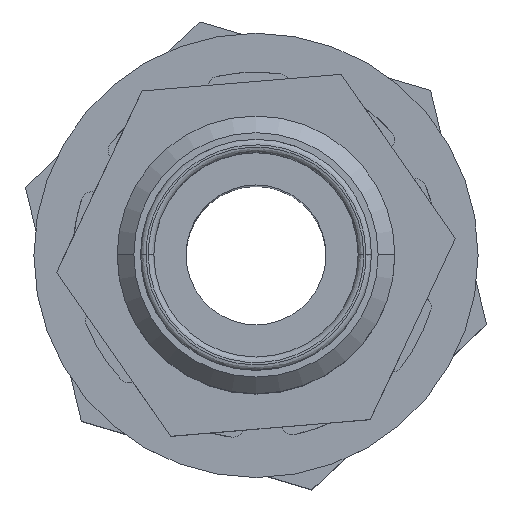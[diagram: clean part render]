
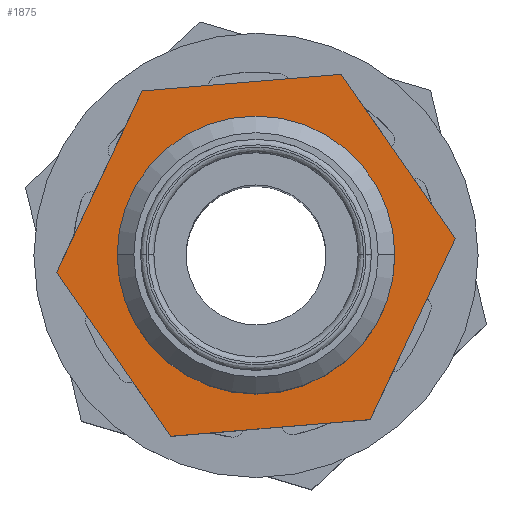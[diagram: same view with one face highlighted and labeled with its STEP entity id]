
A CAD part, top view. The second image highlights one B-rep face of the part: STEP entity #1875.
In plain terms, the highlighted planar face has unit normal (0, 0, 1).
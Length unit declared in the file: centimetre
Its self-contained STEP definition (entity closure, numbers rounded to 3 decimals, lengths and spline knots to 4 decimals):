
#247 = ORIENTED_EDGE ( 'NONE', *, *, #3981, .T. ) ;
#251 = ORIENTED_EDGE ( 'NONE', *, *, #3983, .T. ) ;
#313 = VERTEX_POINT ( 'NONE', #1995 ) ;
#314 = VERTEX_POINT ( 'NONE', #1999 ) ;
#318 = VERTEX_POINT ( 'NONE', #2030 ) ;
#321 = VERTEX_POINT ( 'NONE', #1996 ) ;
#347 = VERTEX_POINT ( 'NONE', #2005 ) ;
#360 = VERTEX_POINT ( 'NONE', #1988 ) ;
#508 = VERTEX_POINT ( 'NONE', #2312 ) ;
#517 = VERTEX_POINT ( 'NONE', #2321 ) ;
#749 = FACE_BOUND ( 'NONE', #4190, .T. ) ;
#752 = FACE_OUTER_BOUND ( 'NONE', #4258, .T. ) ;
#1705 = EDGE_CURVE ( 'NONE', #508, #517, #3702, .T. ) ;
#1875 = ADVANCED_FACE ( 'NONE', ( #749, #752 ), #3227, .T. ) ;
#1988 = CARTESIAN_POINT ( 'NONE',  ( -0.2612, 0.3757, -0.6248 ) ) ;
#1995 = CARTESIAN_POINT ( 'NONE',  ( 0.4559, 0.0383, -0.6248 ) ) ;
#1996 = CARTESIAN_POINT ( 'NONE',  ( 0.1948, 0.414, -0.6248 ) ) ;
#1999 = CARTESIAN_POINT ( 'NONE',  ( -0.1948, -0.414, -0.6248 ) ) ;
#2005 = CARTESIAN_POINT ( 'NONE',  ( 0.2612, -0.3757, -0.6248 ) ) ;
#2030 = CARTESIAN_POINT ( 'NONE',  ( -0.4559, -0.0383, -0.6248 ) ) ;
#2312 = CARTESIAN_POINT ( 'NONE',  ( 0.3175, 0., -0.6248 ) ) ;
#2321 = CARTESIAN_POINT ( 'NONE',  ( -0.3175, 0., -0.6248 ) ) ;
#2569 = LINE ( 'NONE', #4339, #2587 ) ;
#2582 = CIRCLE ( 'NONE', #3429, 0.3175 ) ;
#2583 = LINE ( 'NONE', #4333, #2585 ) ;
#2585 = VECTOR ( 'NONE', #4334, 100. ) ;
#2586 = LINE ( 'NONE', #4345, #2589 ) ;
#2587 = VECTOR ( 'NONE', #4344, 100. ) ;
#2589 = VECTOR ( 'NONE', #4346, 100. ) ;
#2590 = LINE ( 'NONE', #4349, #2593 ) ;
#2593 = VECTOR ( 'NONE', #4350, 100. ) ;
#2594 = LINE ( 'NONE', #4353, #2597 ) ;
#2597 = VECTOR ( 'NONE', #4354, 100. ) ;
#2606 = LINE ( 'NONE', #4343, #2608 ) ;
#2608 = VECTOR ( 'NONE', #4338, 100. ) ;
#2685 = AXIS2_PLACEMENT_3D ( 'NONE', #3486, #3487, #3488 ) ;
#2723 = AXIS2_PLACEMENT_3D ( 'NONE', #3221, #3229, #3230 ) ;
#3221 = CARTESIAN_POINT ( 'NONE',  ( 0., 0., -0.6248 ) ) ;
#3227 = PLANE ( 'NONE',  #2723 ) ;
#3229 = DIRECTION ( 'NONE',  ( 0., 0., 1. ) ) ;
#3230 = DIRECTION ( 'NONE',  ( 0., -1., 0. ) ) ;
#3429 = AXIS2_PLACEMENT_3D ( 'NONE', #4340, #4341, #4342 ) ;
#3486 = CARTESIAN_POINT ( 'NONE',  ( 0., 0., -0.6248 ) ) ;
#3487 = DIRECTION ( 'NONE',  ( 0., 0., 1. ) ) ;
#3488 = DIRECTION ( 'NONE',  ( -1., 0., 0. ) ) ;
#3702 = CIRCLE ( 'NONE', #2685, 0.3175 ) ;
#3978 = EDGE_CURVE ( 'NONE', #517, #508, #2582, .T. ) ;
#3979 = EDGE_CURVE ( 'NONE', #314, #347, #2583, .T. ) ;
#3980 = EDGE_CURVE ( 'NONE', #347, #313, #2569, .T. ) ;
#3981 = EDGE_CURVE ( 'NONE', #318, #314, #2586, .T. ) ;
#3983 = EDGE_CURVE ( 'NONE', #360, #318, #2590, .T. ) ;
#3985 = EDGE_CURVE ( 'NONE', #321, #360, #2594, .T. ) ;
#3991 = EDGE_CURVE ( 'NONE', #313, #321, #2606, .T. ) ;
#4190 = EDGE_LOOP ( 'NONE', ( #5300, #5281 ) ) ;
#4258 = EDGE_LOOP ( 'NONE', ( #5291, #5288, #5302, #5303, #251, #247 ) ) ;
#4333 = CARTESIAN_POINT ( 'NONE',  ( -0.1948, -0.414, -0.6248 ) ) ;
#4334 = DIRECTION ( 'NONE',  ( 0.996, 0.084, 0. ) ) ;
#4338 = DIRECTION ( 'NONE',  ( -0.571, 0.821, 0. ) ) ;
#4339 = CARTESIAN_POINT ( 'NONE',  ( 0.2612, -0.3757, -0.6248 ) ) ;
#4340 = CARTESIAN_POINT ( 'NONE',  ( 0., 0., -0.6248 ) ) ;
#4341 = DIRECTION ( 'NONE',  ( 0., 0., 1. ) ) ;
#4342 = DIRECTION ( 'NONE',  ( -1., 0., 0. ) ) ;
#4343 = CARTESIAN_POINT ( 'NONE',  ( 0.4559, 0.0383, -0.6248 ) ) ;
#4344 = DIRECTION ( 'NONE',  ( 0.426, 0.905, 0. ) ) ;
#4345 = CARTESIAN_POINT ( 'NONE',  ( -0.4559, -0.0383, -0.6248 ) ) ;
#4346 = DIRECTION ( 'NONE',  ( 0.571, -0.821, 0. ) ) ;
#4349 = CARTESIAN_POINT ( 'NONE',  ( -0.2612, 0.3757, -0.6248 ) ) ;
#4350 = DIRECTION ( 'NONE',  ( -0.426, -0.905, 0. ) ) ;
#4353 = CARTESIAN_POINT ( 'NONE',  ( 0.1948, 0.414, -0.6248 ) ) ;
#4354 = DIRECTION ( 'NONE',  ( -0.996, -0.084, 0. ) ) ;
#5281 = ORIENTED_EDGE ( 'NONE', *, *, #1705, .F. ) ;
#5288 = ORIENTED_EDGE ( 'NONE', *, *, #3980, .T. ) ;
#5291 = ORIENTED_EDGE ( 'NONE', *, *, #3979, .T. ) ;
#5300 = ORIENTED_EDGE ( 'NONE', *, *, #3978, .F. ) ;
#5302 = ORIENTED_EDGE ( 'NONE', *, *, #3991, .T. ) ;
#5303 = ORIENTED_EDGE ( 'NONE', *, *, #3985, .T. ) ;
